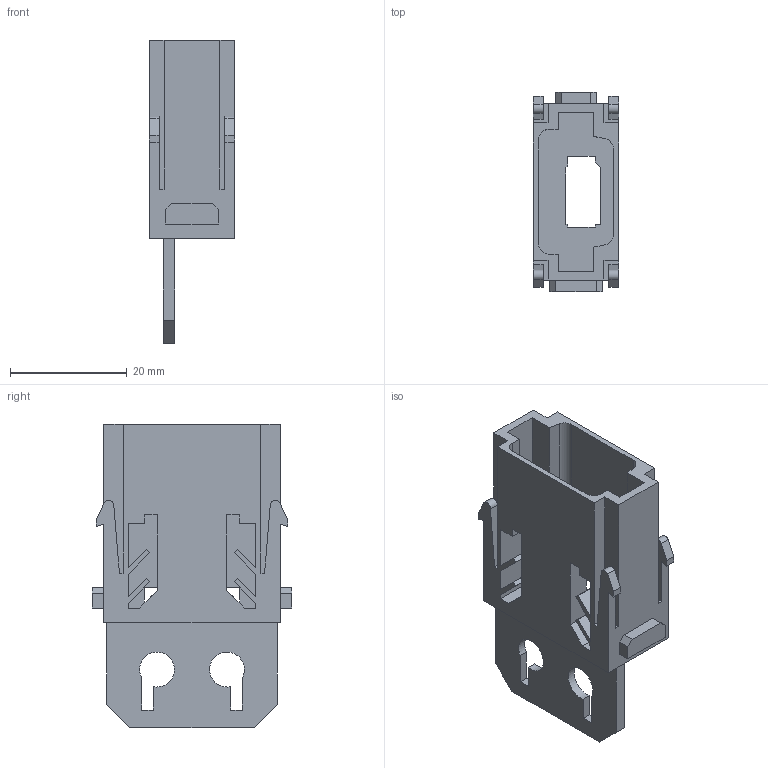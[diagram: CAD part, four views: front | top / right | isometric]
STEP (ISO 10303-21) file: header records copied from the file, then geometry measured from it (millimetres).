
FILE_DESCRIPTION(/* description */ (''),/* implementation_level */ '2;1');
FILE_NAME(/* name */ '100095268ugm000_c.stp',/* time_stamp */ '2019-03-26T14:02:54+01:00',/* author */ (''),/* organization */ (''),/* preprocessor_version */ 'ST-DEVELOPER v16.7',/* originating_system */ 'SIEMENS PLM Software NX 12.0',/* authorisation */ '');
FILE_SCHEMA (('AUTOMOTIVE_DESIGN { 1 0 10303 214 3 1 1 1 }'));
Length unit declared in the file: millimetre
Products named in the file (1): 100095268ugm000_c
Bounding box: 14.65 x 34.2 x 52 mm (x, y, z)
Volume: 6878.9 mm3; surface area: 8063.4 mm2
Topology: 1 solids, 1 shells, 290 faces, 883 edges, 705 vertices
Faces by surface type: plane 266, cylinder 22, extrusion 2
Full cylindrical faces by diameter (mm): 0.797 x1, 0.942 x1, 1.4 x1, 2 x1
Entity records: 12064 total; most frequent: CARTESIAN_POINT 1858, ORIENTED_EDGE 1584, DIRECTION 1510, VECTOR 816, LINE 814, EDGE_CURVE 792, VERTEX_POINT 532, PRESENTATION_STYLE_ASSIGNMENT 379
